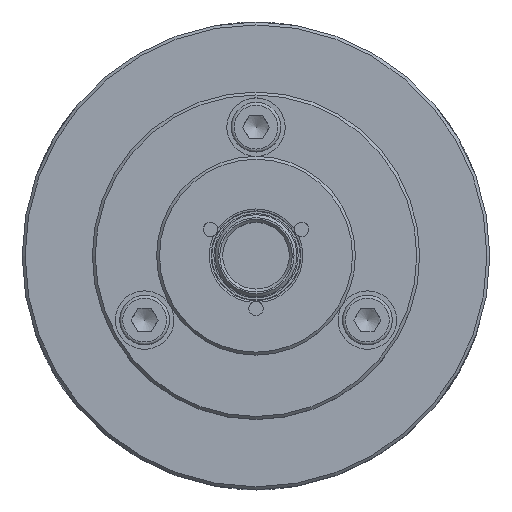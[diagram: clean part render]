
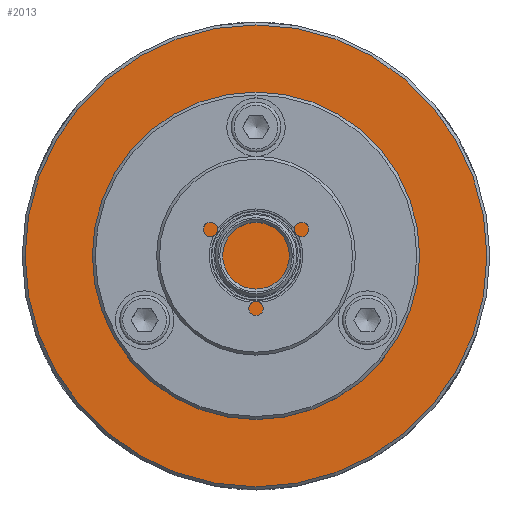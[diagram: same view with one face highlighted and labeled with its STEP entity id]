
A CAD part, top view. The second image highlights one B-rep face of the part: STEP entity #2013.
In plain terms, the highlighted face is planar.
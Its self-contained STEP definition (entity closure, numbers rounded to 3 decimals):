
#250=PLANE('',#2206);
#348=FACE_BOUND('',#696,.T.);
#349=FACE_BOUND('',#697,.T.);
#350=FACE_BOUND('',#698,.T.);
#351=FACE_BOUND('',#699,.T.);
#696=EDGE_LOOP('',(#1543));
#697=EDGE_LOOP('',(#1544));
#698=EDGE_LOOP('',(#1545));
#699=EDGE_LOOP('',(#1546));
#950=CIRCLE('',#2179,2.067);
#952=CIRCLE('',#2183,2.067);
#954=CIRCLE('',#2187,2.067);
#968=CIRCLE('',#2205,39.5);
#1083=VERTEX_POINT('',#3196);
#1085=VERTEX_POINT('',#3202);
#1088=VERTEX_POINT('',#3251);
#1114=VERTEX_POINT('',#3517);
#1276=EDGE_CURVE('',#1083,#1083,#950,.T.);
#1278=EDGE_CURVE('',#1085,#1085,#952,.T.);
#1281=EDGE_CURVE('',#1088,#1088,#954,.T.);
#1307=EDGE_CURVE('',#1114,#1114,#968,.T.);
#1543=ORIENTED_EDGE('',*,*,#1276,.T.);
#1544=ORIENTED_EDGE('',*,*,#1278,.T.);
#1545=ORIENTED_EDGE('',*,*,#1281,.T.);
#1546=ORIENTED_EDGE('',*,*,#1307,.F.);
#2013=ADVANCED_FACE('',(#348,#349,#350,#351),#250,.T.);
#2179=AXIS2_PLACEMENT_3D('',#3197,#2499,#2500);
#2183=AXIS2_PLACEMENT_3D('',#3203,#2507,#2508);
#2187=AXIS2_PLACEMENT_3D('',#3252,#2515,#2516);
#2205=AXIS2_PLACEMENT_3D('',#3518,#2551,#2552);
#2206=AXIS2_PLACEMENT_3D('',#3519,#2553,#2554);
#2499=DIRECTION('center_axis',(-1.,0.,0.));
#2500=DIRECTION('ref_axis',(0.,-0.866,0.5));
#2507=DIRECTION('center_axis',(-1.,0.,0.));
#2508=DIRECTION('ref_axis',(0.,0.866,0.5));
#2515=DIRECTION('center_axis',(-1.,0.,0.));
#2516=DIRECTION('ref_axis',(0.,0.,-1.));
#2551=DIRECTION('center_axis',(-1.,0.,0.));
#2552=DIRECTION('ref_axis',(0.,-1.,0.));
#2553=DIRECTION('center_axis',(1.,0.,0.));
#2554=DIRECTION('ref_axis',(0.,0.,-1.));
#3196=CARTESIAN_POINT('',(28.5,-12.79,-18.019));
#3197=CARTESIAN_POINT('Origin',(28.5,-11.,-19.053));
#3202=CARTESIAN_POINT('',(28.5,-9.21,20.086));
#3203=CARTESIAN_POINT('Origin',(28.5,-11.,19.053));
#3251=CARTESIAN_POINT('',(28.5,22.,-2.067));
#3252=CARTESIAN_POINT('Origin',(28.5,22.,0.));
#3517=CARTESIAN_POINT('',(28.5,39.5,0.));
#3518=CARTESIAN_POINT('Origin',(28.5,0.,0.));
#3519=CARTESIAN_POINT('Origin',(28.5,20.,0.));
